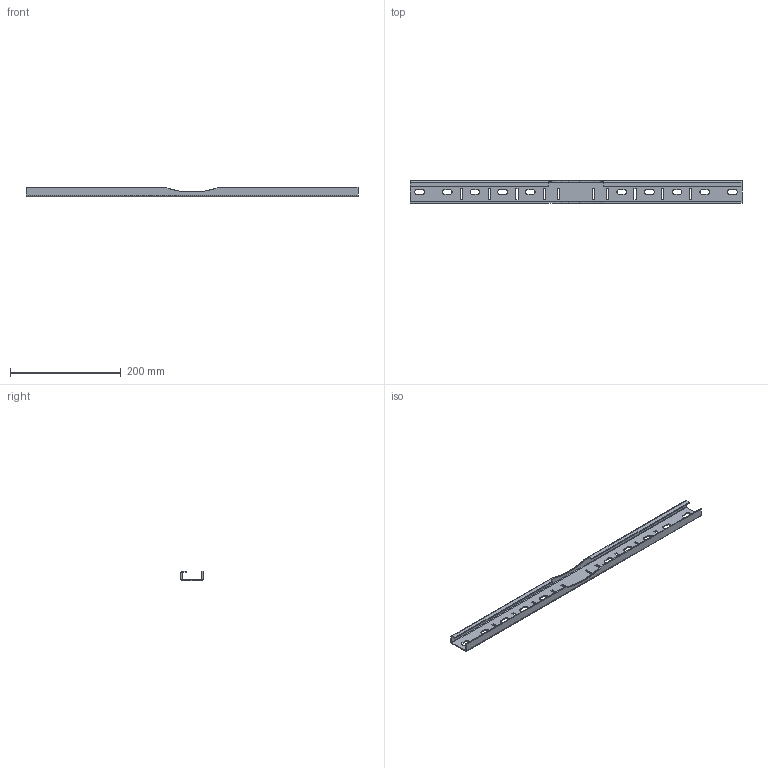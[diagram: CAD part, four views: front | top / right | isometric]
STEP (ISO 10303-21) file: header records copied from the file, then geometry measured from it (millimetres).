
FILE_DESCRIPTION (( 'STEP AP203' ), '1' );
FILE_NAME ('R5FB600.STEP', '2018-01-25T11:39:05', ( '' ), ( '' ), 'SwSTEP 2.0', 'SolidWorks 2017', '' );
FILE_SCHEMA (( 'CONFIG_CONTROL_DESIGN' ));
Length unit declared in the file: millimetre
Products named in the file (1): R5FB600
Bounding box: 600 x 40 x 17 mm (x, y, z)
Volume: 82375.5 mm3; surface area: 87021.1 mm2
Topology: 1 solids, 1 shells, 198 faces, 580 edges, 384 vertices
Faces by surface type: plane 130, cylinder 66, bspline 2
Entity records: 6915 total; most frequent: CARTESIAN_POINT 1387, ORIENTED_EDGE 1160, DIRECTION 1098, EDGE_CURVE 580, VECTOR 448, LINE 448, VERTEX_POINT 384, AXIS2_PLACEMENT_3D 325
